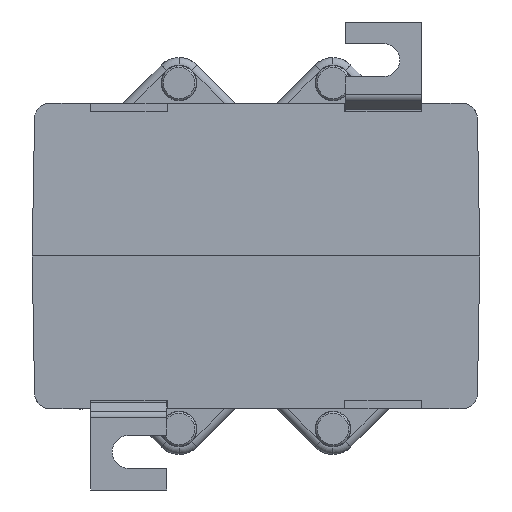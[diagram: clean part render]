
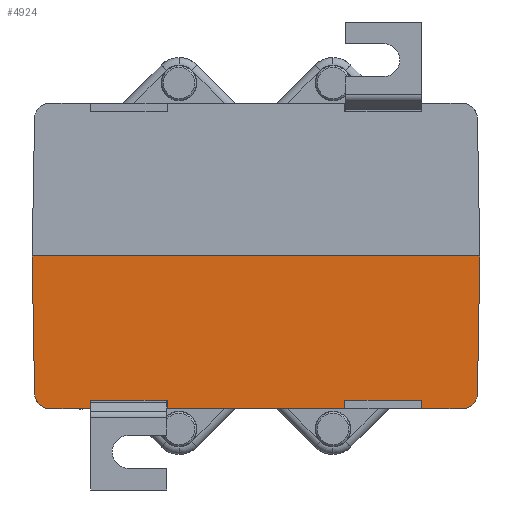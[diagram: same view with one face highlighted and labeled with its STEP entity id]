
A CAD part, front view. The second image highlights one B-rep face of the part: STEP entity #4924.
In plain terms, the highlighted face is planar.
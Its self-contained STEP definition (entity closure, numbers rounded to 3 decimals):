
#1421 = VERTEX_POINT ( 'NONE', #43713 ) ;
#1507 = VERTEX_POINT ( 'NONE', #43782 ) ;
#1717 = EDGE_CURVE ( 'NONE', #1421, #2291, #43851, .T. ) ;
#1822 = VERTEX_POINT ( 'NONE', #43949 ) ;
#2008 = EDGE_CURVE ( 'NONE', #2105, #2095, #44021, .T. ) ;
#2095 = VERTEX_POINT ( 'NONE', #44070 ) ;
#2105 = VERTEX_POINT ( 'NONE', #44058 ) ;
#2291 = VERTEX_POINT ( 'NONE', #44198 ) ;
#2396 = ORIENTED_EDGE ( 'NONE', *, *, #2638, .F. ) ;
#2399 = VERTEX_POINT ( 'NONE', #44394 ) ;
#2617 = ORIENTED_EDGE ( 'NONE', *, *, #2008, .F. ) ;
#2626 = ORIENTED_EDGE ( 'NONE', *, *, #4956, .F. ) ;
#2638 = EDGE_CURVE ( 'NONE', #1822, #1507, #44445, .T. ) ;
#2641 = VERTEX_POINT ( 'NONE', #44396 ) ;
#2878 = EDGE_CURVE ( 'NONE', #2899, #2929, #45788, .T. ) ;
#2899 = VERTEX_POINT ( 'NONE', #46009 ) ;
#2929 = VERTEX_POINT ( 'NONE', #46224 ) ;
#4550 = ORIENTED_EDGE ( 'NONE', *, *, #4855, .T. ) ;
#4579 = ORIENTED_EDGE ( 'NONE', *, *, #4910, .F. ) ;
#4582 = VERTEX_POINT ( 'NONE', #13896 ) ;
#4663 = ORIENTED_EDGE ( 'NONE', *, *, #4919, .T. ) ;
#4704 = ORIENTED_EDGE ( 'NONE', *, *, #7693, .T. ) ;
#4784 = ORIENTED_EDGE ( 'NONE', *, *, #5406, .F. ) ;
#4854 = EDGE_CURVE ( 'NONE', #4582, #2399, #14584, .T. ) ;
#4855 = EDGE_CURVE ( 'NONE', #2105, #2399, #14567, .T. ) ;
#4910 = EDGE_CURVE ( 'NONE', #2641, #2929, #14664, .T. ) ;
#4919 = EDGE_CURVE ( 'NONE', #2641, #2095, #14702, .T. ) ;
#4924 = ADVANCED_FACE ( 'NONE', ( #14705 ), #14671, .T. ) ;
#4955 = ORIENTED_EDGE ( 'NONE', *, *, #4854, .F. ) ;
#4956 = EDGE_CURVE ( 'NONE', #1507, #4582, #14774, .T. ) ;
#5005 = ORIENTED_EDGE ( 'NONE', *, *, #5085, .T. ) ;
#5046 = EDGE_LOOP ( 'NONE', ( #4579, #4663, #2617, #4550, #4955, #2626, #2396, #4704, #5413, #4784, #7546, #5081, #5005, #7235 ) ) ;
#5081 = ORIENTED_EDGE ( 'NONE', *, *, #5084, .T. ) ;
#5084 = EDGE_CURVE ( 'NONE', #1421, #7543, #15104, .T. ) ;
#5085 = EDGE_CURVE ( 'NONE', #7543, #2899, #14867, .T. ) ;
#5395 = EDGE_CURVE ( 'NONE', #7238, #7308, #15941, .T. ) ;
#5406 = EDGE_CURVE ( 'NONE', #2291, #7238, #15954, .T. ) ;
#5413 = ORIENTED_EDGE ( 'NONE', *, *, #5395, .F. ) ;
#7235 = ORIENTED_EDGE ( 'NONE', *, *, #2878, .T. ) ;
#7238 = VERTEX_POINT ( 'NONE', #20661 ) ;
#7308 = VERTEX_POINT ( 'NONE', #20801 ) ;
#7543 = VERTEX_POINT ( 'NONE', #21463 ) ;
#7546 = ORIENTED_EDGE ( 'NONE', *, *, #1717, .F. ) ;
#7693 = EDGE_CURVE ( 'NONE', #1822, #7308, #21830, .T. ) ;
#13896 = CARTESIAN_POINT ( 'NONE',  ( 17.446, -59.504, 28.4 ) ) ;
#14564 = DIRECTION ( 'NONE',  ( -0.004, -0.017, -1. ) ) ;
#14565 = VECTOR ( 'NONE', #14564, 1000. ) ;
#14566 = CARTESIAN_POINT ( 'NONE',  ( 32.43, -59.999, 0.05 ) ) ;
#14567 = LINE ( 'NONE', #14566, #14565 ) ;
#14570 = DIRECTION ( 'NONE',  ( 1., 0., 0. ) ) ;
#14571 = VECTOR ( 'NONE', #14570, 1000. ) ;
#14572 = CARTESIAN_POINT ( 'NONE',  ( 44., -59.504, 28.4 ) ) ;
#14584 = LINE ( 'NONE', #14572, #14571 ) ;
#14660 = DIRECTION ( 'NONE',  ( 0.017, -0.017, -1. ) ) ;
#14661 = VECTOR ( 'NONE', #14660, 1000. ) ;
#14663 = CARTESIAN_POINT ( 'NONE',  ( 44., -60., 0. ) ) ;
#14664 = LINE ( 'NONE', #14663, #14661 ) ;
#14671 = PLANE ( 'NONE',  #14704 ) ;
#14693 = DIRECTION ( 'NONE',  ( 0., -0.017, -1. ) ) ;
#14698 = CARTESIAN_POINT ( 'NONE',  ( 40.528, -59.476, 30. ) ) ;
#14699 = CARTESIAN_POINT ( 'NONE',  ( 42.261, -59.476, 30. ) ) ;
#14700 = CARTESIAN_POINT ( 'NONE',  ( 43.498, -59.498, 28.785 ) ) ;
#14701 = CARTESIAN_POINT ( 'NONE',  ( 43.528, -59.528, 27.052 ) ) ;
#14702 =( BOUNDED_CURVE ( )  B_SPLINE_CURVE ( 3, ( #14701, #14700, #14699, #14698 ),
 .UNSPECIFIED., .F., .F. ) 
 B_SPLINE_CURVE_WITH_KNOTS ( ( 4, 4 ),
 ( 1.588, 3.142 ),
 .UNSPECIFIED. ) 
 CURVE ( )  GEOMETRIC_REPRESENTATION_ITEM ( )  RATIONAL_B_SPLINE_CURVE ( ( 1., 0.809, 0.809, 1. ) ) 
 REPRESENTATION_ITEM ( '' )  );
#14703 = DIRECTION ( 'NONE',  ( 0., -1., 0.017 ) ) ;
#14704 = AXIS2_PLACEMENT_3D ( 'NONE', #14710, #14703, #14693 ) ;
#14705 = FACE_OUTER_BOUND ( 'NONE', #5046, .T. ) ;
#14710 = CARTESIAN_POINT ( 'NONE',  ( 44., -60., 0. ) ) ;
#14766 = DIRECTION ( 'NONE',  ( 0.004, -0.017, -1. ) ) ;
#14767 = VECTOR ( 'NONE', #14766, 1000. ) ;
#14773 = CARTESIAN_POINT ( 'NONE',  ( 17.5, -59.72, 16.046 ) ) ;
#14774 = LINE ( 'NONE', #14773, #14767 ) ;
#14847 = DIRECTION ( 'NONE',  ( -0.017, -0.017, -1. ) ) ;
#14848 = VECTOR ( 'NONE', #14847, 1000. ) ;
#14849 = CARTESIAN_POINT ( 'NONE',  ( -43.973, -59.973, 1.535 ) ) ;
#14867 = LINE ( 'NONE', #14849, #14848 ) ;
#15097 = CARTESIAN_POINT ( 'NONE',  ( -43.528, -59.528, 27.052 ) ) ;
#15098 = CARTESIAN_POINT ( 'NONE',  ( -43.498, -59.498, 28.785 ) ) ;
#15099 = CARTESIAN_POINT ( 'NONE',  ( -42.261, -59.476, 30. ) ) ;
#15100 = CARTESIAN_POINT ( 'NONE',  ( -40.528, -59.476, 30. ) ) ;
#15104 =( BOUNDED_CURVE ( )  B_SPLINE_CURVE ( 3, ( #15100, #15099, #15098, #15097 ),
 .UNSPECIFIED., .F., .T. ) 
 B_SPLINE_CURVE_WITH_KNOTS ( ( 4, 4 ),
 ( 0., 1.553 ),
 .UNSPECIFIED. ) 
 CURVE ( )  GEOMETRIC_REPRESENTATION_ITEM ( )  RATIONAL_B_SPLINE_CURVE ( ( 1., 0.809, 0.809, 1. ) ) 
 REPRESENTATION_ITEM ( '' )  );
#15932 = DIRECTION ( 'NONE',  ( 1., 0., 0. ) ) ;
#15934 = VECTOR ( 'NONE', #15932, 1000. ) ;
#15935 = CARTESIAN_POINT ( 'NONE',  ( 44., -59.504, 28.4 ) ) ;
#15941 = LINE ( 'NONE', #15935, #15934 ) ;
#15951 = DIRECTION ( 'NONE',  ( 0.004, -0.017, -1. ) ) ;
#15952 = VECTOR ( 'NONE', #15951, 1000. ) ;
#15953 = CARTESIAN_POINT ( 'NONE',  ( -32.429, -60.006, -0.333 ) ) ;
#15954 = LINE ( 'NONE', #15953, #15952 ) ;
#20661 = CARTESIAN_POINT ( 'NONE',  ( -32.554, -59.504, 28.4 ) ) ;
#20801 = CARTESIAN_POINT ( 'NONE',  ( -17.446, -59.504, 28.4 ) ) ;
#21463 = CARTESIAN_POINT ( 'NONE',  ( -43.528, -59.528, 27.052 ) ) ;
#21829 = CARTESIAN_POINT ( 'NONE',  ( -17.5, -59.72, 16.046 ) ) ;
#21830 = LINE ( 'NONE', #21829, #21872 ) ;
#21871 = DIRECTION ( 'NONE',  ( -0.004, -0.017, -1. ) ) ;
#21872 = VECTOR ( 'NONE', #21871, 1000. ) ;
#43713 = CARTESIAN_POINT ( 'NONE',  ( -40.528, -59.476, 30. ) ) ;
#43782 = CARTESIAN_POINT ( 'NONE',  ( 17.439, -59.476, 30. ) ) ;
#43846 = DIRECTION ( 'NONE',  ( 1., 0., 0. ) ) ;
#43847 = VECTOR ( 'NONE', #43846, 1000. ) ;
#43849 = CARTESIAN_POINT ( 'NONE',  ( 44., -59.476, 30. ) ) ;
#43851 = LINE ( 'NONE', #43849, #43847 ) ;
#43914 = DIRECTION ( 'NONE',  ( 1., 0., 0. ) ) ;
#43915 = VECTOR ( 'NONE', #43914, 1000. ) ;
#43949 = CARTESIAN_POINT ( 'NONE',  ( -17.439, -59.476, 30. ) ) ;
#44018 = CARTESIAN_POINT ( 'NONE',  ( 44., -59.476, 30. ) ) ;
#44021 = LINE ( 'NONE', #44018, #43915 ) ;
#44058 = CARTESIAN_POINT ( 'NONE',  ( 32.561, -59.476, 30. ) ) ;
#44070 = CARTESIAN_POINT ( 'NONE',  ( 40.528, -59.476, 30. ) ) ;
#44198 = CARTESIAN_POINT ( 'NONE',  ( -32.561, -59.476, 30. ) ) ;
#44360 = DIRECTION ( 'NONE',  ( 1., 0., 0. ) ) ;
#44362 = CARTESIAN_POINT ( 'NONE',  ( 44., -59.476, 30. ) ) ;
#44394 = CARTESIAN_POINT ( 'NONE',  ( 32.554, -59.504, 28.4 ) ) ;
#44396 = CARTESIAN_POINT ( 'NONE',  ( 43.528, -59.528, 27.052 ) ) ;
#44413 = VECTOR ( 'NONE', #44360, 1000. ) ;
#44445 = LINE ( 'NONE', #44362, #44413 ) ;
#45788 = LINE ( 'NONE', #45829, #45828 ) ;
#45827 = DIRECTION ( 'NONE',  ( 1., 0., 0. ) ) ;
#45828 = VECTOR ( 'NONE', #45827, 1000. ) ;
#45829 = CARTESIAN_POINT ( 'NONE',  ( 44., -60., 0. ) ) ;
#46009 = CARTESIAN_POINT ( 'NONE',  ( -44., -60., 0. ) ) ;
#46224 = CARTESIAN_POINT ( 'NONE',  ( 44., -60., 0. ) ) ;
